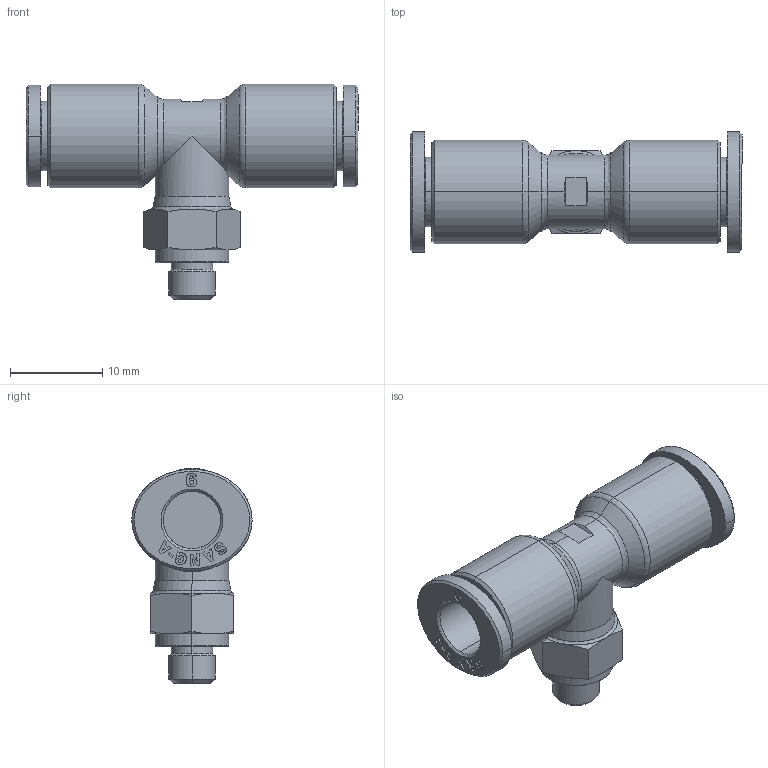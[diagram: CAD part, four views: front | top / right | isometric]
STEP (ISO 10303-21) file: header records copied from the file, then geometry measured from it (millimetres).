
FILE_DESCRIPTION((''),'2;1');
FILE_NAME('GPT 06M5(3D).stp','2012-12-26T18:52:15',(''),(''),'Mechanical Desktop.R8.0.24.0','Mechanical Desktop.R8.0.24.0',', , ');
FILE_SCHEMA(('CONFIG_CONTROL_DESIGN'));
Length unit declared in the file: millimetre
Products named in the file (2): GPT 06M5(3D); ºÎÇ°1
Assembly tree (1 placements, depth 2):
  GPT 06M5(3D)
    ºÎÇ°1
Bounding box: 35.9 x 13 x 23.3 mm (x, y, z)
Volume: 2774.8 mm3; surface area: 2683.6 mm2
Topology: 1 solids, 1 shells, 518 faces, 1392 edges, 906 vertices
Faces by surface type: plane 362, bspline 66, cylinder 48, cone 38, torus 4
Entity records: 18115 total; most frequent: CARTESIAN_POINT 5186, ORIENTED_EDGE 2784, DIRECTION 2508, EDGE_CURVE 1392, VECTOR 1076, LINE 1076, VERTEX_POINT 906, AXIS2_PLACEMENT_3D 716
